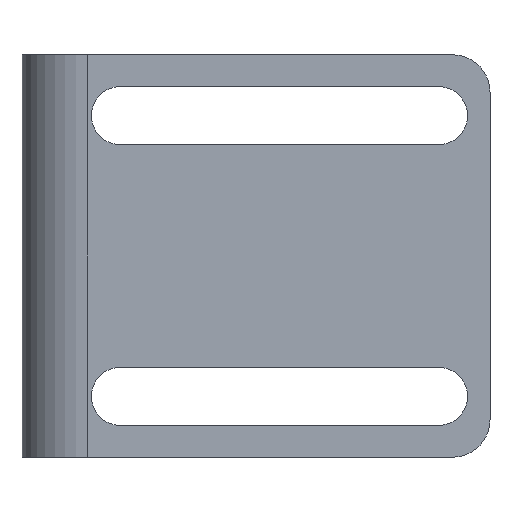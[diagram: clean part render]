
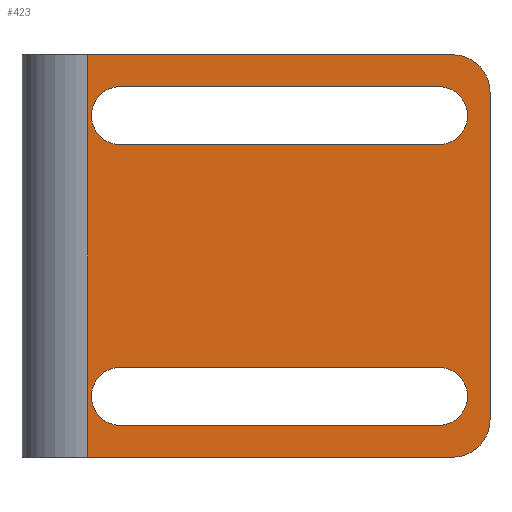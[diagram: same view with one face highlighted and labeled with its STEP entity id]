
A CAD part, front view. The second image highlights one B-rep face of the part: STEP entity #423.
In plain terms, the highlighted planar face has unit normal (0, -1, 0).
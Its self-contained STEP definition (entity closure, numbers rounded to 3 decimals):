
#7 = VECTOR ( 'NONE', #1006, 1000. ) ;
#15 = CARTESIAN_POINT ( 'NONE',  ( 46., 0., 21.5 ) ) ;
#17 = EDGE_CURVE ( 'NONE', #365, #929, #438, .T. ) ;
#25 = DIRECTION ( 'NONE',  ( 1., 0., 0. ) ) ;
#44 = VECTOR ( 'NONE', #240, 1000. ) ;
#56 = CARTESIAN_POINT ( 'NONE',  ( 44.5, 0., -18.1 ) ) ;
#60 = CARTESIAN_POINT ( 'NONE',  ( 10.5, 0., -15. ) ) ;
#61 = CIRCLE ( 'NONE', #258, 4. ) ;
#70 = ORIENTED_EDGE ( 'NONE', *, *, #475, .F. ) ;
#72 = DIRECTION ( 'NONE',  ( 0., 1., 0. ) ) ;
#76 = VERTEX_POINT ( 'NONE', #665 ) ;
#88 = FACE_BOUND ( 'NONE', #739, .T. ) ;
#89 = VERTEX_POINT ( 'NONE', #1088 ) ;
#93 = AXIS2_PLACEMENT_3D ( 'NONE', #60, #390, #744 ) ;
#99 = EDGE_CURVE ( 'NONE', #1079, #76, #61, .T. ) ;
#108 = CARTESIAN_POINT ( 'NONE',  ( 10.5, 0., -11.9 ) ) ;
#114 = LINE ( 'NONE', #261, #1057 ) ;
#124 = AXIS2_PLACEMENT_3D ( 'NONE', #941, #1095, #837 ) ;
#133 = LINE ( 'NONE', #608, #1010 ) ;
#140 = ORIENTED_EDGE ( 'NONE', *, *, #1052, .T. ) ;
#146 = AXIS2_PLACEMENT_3D ( 'NONE', #1100, #1019, #348 ) ;
#150 = CARTESIAN_POINT ( 'NONE',  ( 46., 0., -17.5 ) ) ;
#153 = EDGE_CURVE ( 'NONE', #172, #893, #793, .T. ) ;
#169 = DIRECTION ( 'NONE',  ( 1., 0., 0. ) ) ;
#172 = VERTEX_POINT ( 'NONE', #649 ) ;
#179 = VERTEX_POINT ( 'NONE', #577 ) ;
#183 = DIRECTION ( 'NONE',  ( 0., 0., 1. ) ) ;
#184 = CARTESIAN_POINT ( 'NONE',  ( 50., 0., 17.5 ) ) ;
#224 = DIRECTION ( 'NONE',  ( 0., 0., -1. ) ) ;
#233 = ORIENTED_EDGE ( 'NONE', *, *, #17, .F. ) ;
#239 = ORIENTED_EDGE ( 'NONE', *, *, #832, .T. ) ;
#240 = DIRECTION ( 'NONE',  ( -1., 0., 0. ) ) ;
#253 = DIRECTION ( 'NONE',  ( -1., 0., 0. ) ) ;
#258 = AXIS2_PLACEMENT_3D ( 'NONE', #150, #72, #1001 ) ;
#261 = CARTESIAN_POINT ( 'NONE',  ( 7., 0., -21.5 ) ) ;
#279 = CARTESIAN_POINT ( 'NONE',  ( 7., 0., 21.5 ) ) ;
#286 = CARTESIAN_POINT ( 'NONE',  ( 44.5, 0., -11.9 ) ) ;
#293 = AXIS2_PLACEMENT_3D ( 'NONE', #1036, #702, #875 ) ;
#302 = CARTESIAN_POINT ( 'NONE',  ( 50., 0., -17.5 ) ) ;
#313 = CIRCLE ( 'NONE', #124, 3.1 ) ;
#316 = CARTESIAN_POINT ( 'NONE',  ( 7., 0., 21.5 ) ) ;
#326 = EDGE_CURVE ( 'NONE', #179, #460, #313, .T. ) ;
#329 = ORIENTED_EDGE ( 'NONE', *, *, #970, .T. ) ;
#341 = ORIENTED_EDGE ( 'NONE', *, *, #153, .F. ) ;
#348 = DIRECTION ( 'NONE',  ( 0., 0., 1. ) ) ;
#363 = PLANE ( 'NONE',  #293 ) ;
#365 = VERTEX_POINT ( 'NONE', #15 ) ;
#373 = EDGE_CURVE ( 'NONE', #1079, #929, #1030, .T. ) ;
#390 = DIRECTION ( 'NONE',  ( 0., 1., 0. ) ) ;
#417 = CARTESIAN_POINT ( 'NONE',  ( 44.5, 0., -18.1 ) ) ;
#423 = ADVANCED_FACE ( 'NONE', ( #88, #726, #685 ), #363, .F. ) ;
#432 = LINE ( 'NONE', #693, #894 ) ;
#438 = CIRCLE ( 'NONE', #636, 4. ) ;
#445 = VERTEX_POINT ( 'NONE', #108 ) ;
#460 = VERTEX_POINT ( 'NONE', #1024 ) ;
#470 = CIRCLE ( 'NONE', #93, 3.1 ) ;
#475 = EDGE_CURVE ( 'NONE', #893, #365, #432, .T. ) ;
#480 = ORIENTED_EDGE ( 'NONE', *, *, #99, .F. ) ;
#511 = ORIENTED_EDGE ( 'NONE', *, *, #326, .T. ) ;
#519 = CARTESIAN_POINT ( 'NONE',  ( 10.5, 0., 18.1 ) ) ;
#528 = VERTEX_POINT ( 'NONE', #949 ) ;
#561 = VECTOR ( 'NONE', #720, 1000. ) ;
#575 = LINE ( 'NONE', #670, #44 ) ;
#577 = CARTESIAN_POINT ( 'NONE',  ( 44.5, 0., 18.1 ) ) ;
#578 = EDGE_LOOP ( 'NONE', ( #239, #605, #511, #756 ) ) ;
#583 = CARTESIAN_POINT ( 'NONE',  ( 44.5, 0., -15. ) ) ;
#605 = ORIENTED_EDGE ( 'NONE', *, *, #899, .T. ) ;
#608 = CARTESIAN_POINT ( 'NONE',  ( 44.5, 0., 18.1 ) ) ;
#611 = CARTESIAN_POINT ( 'NONE',  ( 50., 0., 21.5 ) ) ;
#612 = ORIENTED_EDGE ( 'NONE', *, *, #854, .T. ) ;
#630 = CIRCLE ( 'NONE', #146, 3.1 ) ;
#636 = AXIS2_PLACEMENT_3D ( 'NONE', #1062, #1070, #224 ) ;
#649 = CARTESIAN_POINT ( 'NONE',  ( 7., 0., -21.5 ) ) ;
#654 = VERTEX_POINT ( 'NONE', #56 ) ;
#665 = CARTESIAN_POINT ( 'NONE',  ( 46., 0., -21.5 ) ) ;
#670 = CARTESIAN_POINT ( 'NONE',  ( 44.5, 0., 11.9 ) ) ;
#676 = EDGE_CURVE ( 'NONE', #997, #654, #867, .T. ) ;
#685 = FACE_OUTER_BOUND ( 'NONE', #1058, .T. ) ;
#693 = CARTESIAN_POINT ( 'NONE',  ( 7., 0., 21.5 ) ) ;
#702 = DIRECTION ( 'NONE',  ( 0., 1., 0. ) ) ;
#707 = EDGE_CURVE ( 'NONE', #460, #528, #575, .T. ) ;
#713 = CARTESIAN_POINT ( 'NONE',  ( 44.5, 0., -11.9 ) ) ;
#720 = DIRECTION ( 'NONE',  ( 1., 0., 0. ) ) ;
#726 = FACE_BOUND ( 'NONE', #578, .T. ) ;
#739 = EDGE_LOOP ( 'NONE', ( #140, #329, #987, #612 ) ) ;
#744 = DIRECTION ( 'NONE',  ( 0., 0., 1. ) ) ;
#746 = DIRECTION ( 'NONE',  ( 0., 1., 0. ) ) ;
#756 = ORIENTED_EDGE ( 'NONE', *, *, #707, .T. ) ;
#771 = EDGE_CURVE ( 'NONE', #172, #76, #114, .T. ) ;
#776 = ORIENTED_EDGE ( 'NONE', *, *, #771, .T. ) ;
#793 = LINE ( 'NONE', #316, #7 ) ;
#805 = VECTOR ( 'NONE', #183, 1000. ) ;
#806 = ORIENTED_EDGE ( 'NONE', *, *, #373, .T. ) ;
#832 = EDGE_CURVE ( 'NONE', #528, #895, #630, .T. ) ;
#837 = DIRECTION ( 'NONE',  ( 0., 0., 1. ) ) ;
#854 = EDGE_CURVE ( 'NONE', #654, #89, #973, .T. ) ;
#865 = VECTOR ( 'NONE', #253, 1000. ) ;
#867 = CIRCLE ( 'NONE', #1032, 3.1 ) ;
#875 = DIRECTION ( 'NONE',  ( 0., 0., 1. ) ) ;
#893 = VERTEX_POINT ( 'NONE', #279 ) ;
#894 = VECTOR ( 'NONE', #25, 1000. ) ;
#895 = VERTEX_POINT ( 'NONE', #519 ) ;
#899 = EDGE_CURVE ( 'NONE', #895, #179, #133, .T. ) ;
#929 = VERTEX_POINT ( 'NONE', #184 ) ;
#941 = CARTESIAN_POINT ( 'NONE',  ( 44.5, 0., 15. ) ) ;
#949 = CARTESIAN_POINT ( 'NONE',  ( 10.5, 0., 11.9 ) ) ;
#970 = EDGE_CURVE ( 'NONE', #445, #997, #1096, .T. ) ;
#973 = LINE ( 'NONE', #417, #865 ) ;
#987 = ORIENTED_EDGE ( 'NONE', *, *, #676, .T. ) ;
#997 = VERTEX_POINT ( 'NONE', #286 ) ;
#1001 = DIRECTION ( 'NONE',  ( 0., 0., 1. ) ) ;
#1006 = DIRECTION ( 'NONE',  ( 0., 0., 1. ) ) ;
#1010 = VECTOR ( 'NONE', #1038, 1000. ) ;
#1019 = DIRECTION ( 'NONE',  ( 0., 1., 0. ) ) ;
#1024 = CARTESIAN_POINT ( 'NONE',  ( 44.5, 0., 11.9 ) ) ;
#1030 = LINE ( 'NONE', #611, #805 ) ;
#1032 = AXIS2_PLACEMENT_3D ( 'NONE', #583, #746, #1083 ) ;
#1036 = CARTESIAN_POINT ( 'NONE',  ( 7., 0., 21.5 ) ) ;
#1038 = DIRECTION ( 'NONE',  ( 1., 0., 0. ) ) ;
#1052 = EDGE_CURVE ( 'NONE', #89, #445, #470, .T. ) ;
#1057 = VECTOR ( 'NONE', #169, 1000. ) ;
#1058 = EDGE_LOOP ( 'NONE', ( #480, #806, #233, #70, #341, #776 ) ) ;
#1062 = CARTESIAN_POINT ( 'NONE',  ( 46., 0., 17.5 ) ) ;
#1070 = DIRECTION ( 'NONE',  ( 0., 1., 0. ) ) ;
#1079 = VERTEX_POINT ( 'NONE', #302 ) ;
#1083 = DIRECTION ( 'NONE',  ( 0., 0., 1. ) ) ;
#1088 = CARTESIAN_POINT ( 'NONE',  ( 10.5, 0., -18.1 ) ) ;
#1095 = DIRECTION ( 'NONE',  ( 0., 1., 0. ) ) ;
#1096 = LINE ( 'NONE', #713, #561 ) ;
#1100 = CARTESIAN_POINT ( 'NONE',  ( 10.5, 0., 15. ) ) ;
